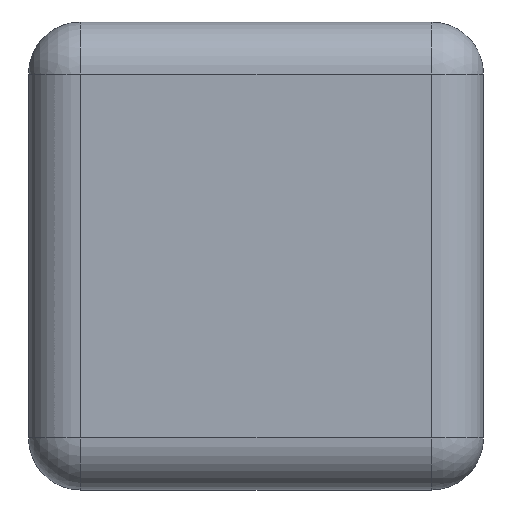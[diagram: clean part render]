
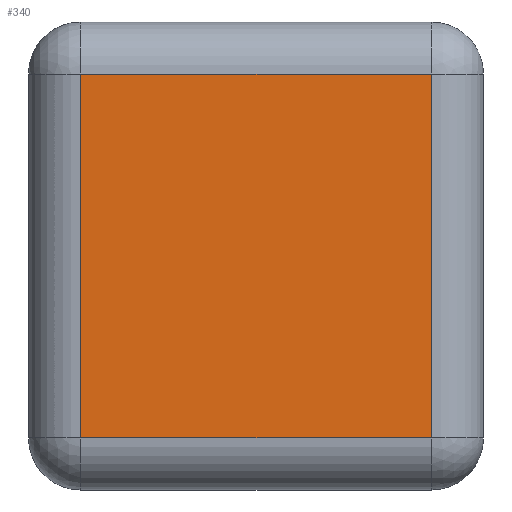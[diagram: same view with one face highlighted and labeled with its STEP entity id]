
A CAD part, left-side view. The second image highlights one B-rep face of the part: STEP entity #340.
In plain terms, the highlighted planar face has unit normal (-1, 0, 0).
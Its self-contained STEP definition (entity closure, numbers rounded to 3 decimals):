
#50 = VERTEX_POINT ( 'NONE', #576 ) ;
#58 = EDGE_LOOP ( 'NONE', ( #438, #595, #481, #534 ) ) ;
#84 = CARTESIAN_POINT ( 'NONE',  ( -37.5, 31., 14. ) ) ;
#87 = LINE ( 'NONE', #195, #620 ) ;
#117 = CARTESIAN_POINT ( 'NONE',  ( -37.5, 35., -14. ) ) ;
#124 = LINE ( 'NONE', #602, #193 ) ;
#128 = FACE_OUTER_BOUND ( 'NONE', #58, .T. ) ;
#193 = VECTOR ( 'NONE', #597, 1000. ) ;
#195 = CARTESIAN_POINT ( 'NONE',  ( -37.5, 31., 18. ) ) ;
#221 = VERTEX_POINT ( 'NONE', #687 ) ;
#268 = VERTEX_POINT ( 'NONE', #458 ) ;
#275 = EDGE_CURVE ( 'NONE', #279, #221, #87, .T. ) ;
#276 = DIRECTION ( 'NONE',  ( 0., 0., 1. ) ) ;
#279 = VERTEX_POINT ( 'NONE', #84 ) ;
#340 = ADVANCED_FACE ( 'NONE', ( #128 ), #684, .F. ) ;
#361 = DIRECTION ( 'NONE',  ( 0., 0., -1. ) ) ;
#434 = LINE ( 'NONE', #117, #647 ) ;
#438 = ORIENTED_EDGE ( 'NONE', *, *, #617, .T. ) ;
#453 = LINE ( 'NONE', #621, #523 ) ;
#454 = AXIS2_PLACEMENT_3D ( 'NONE', #563, #501, #455 ) ;
#455 = DIRECTION ( 'NONE',  ( 0., 0., -1. ) ) ;
#458 = CARTESIAN_POINT ( 'NONE',  ( -37.5, 4., -14. ) ) ;
#481 = ORIENTED_EDGE ( 'NONE', *, *, #651, .T. ) ;
#501 = DIRECTION ( 'NONE',  ( 1., 0., 0. ) ) ;
#523 = VECTOR ( 'NONE', #276, 1000. ) ;
#534 = ORIENTED_EDGE ( 'NONE', *, *, #275, .T. ) ;
#560 = DIRECTION ( 'NONE',  ( 0., -1., 0. ) ) ;
#563 = CARTESIAN_POINT ( 'NONE',  ( -37.5, 35., 18. ) ) ;
#573 = EDGE_CURVE ( 'NONE', #268, #50, #453, .T. ) ;
#576 = CARTESIAN_POINT ( 'NONE',  ( -37.5, 4., 14. ) ) ;
#595 = ORIENTED_EDGE ( 'NONE', *, *, #573, .T. ) ;
#597 = DIRECTION ( 'NONE',  ( 0., 1., 0. ) ) ;
#602 = CARTESIAN_POINT ( 'NONE',  ( -37.5, 35., 14. ) ) ;
#617 = EDGE_CURVE ( 'NONE', #221, #268, #434, .T. ) ;
#620 = VECTOR ( 'NONE', #361, 1000. ) ;
#621 = CARTESIAN_POINT ( 'NONE',  ( -37.5, 4., 18. ) ) ;
#647 = VECTOR ( 'NONE', #560, 1000. ) ;
#651 = EDGE_CURVE ( 'NONE', #50, #279, #124, .T. ) ;
#684 = PLANE ( 'NONE',  #454 ) ;
#687 = CARTESIAN_POINT ( 'NONE',  ( -37.5, 31., -14. ) ) ;
